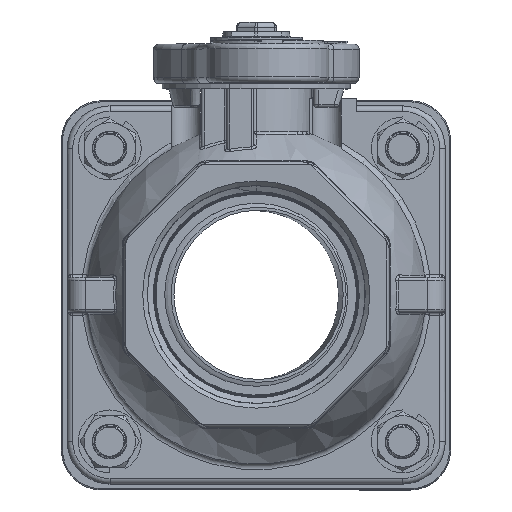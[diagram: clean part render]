
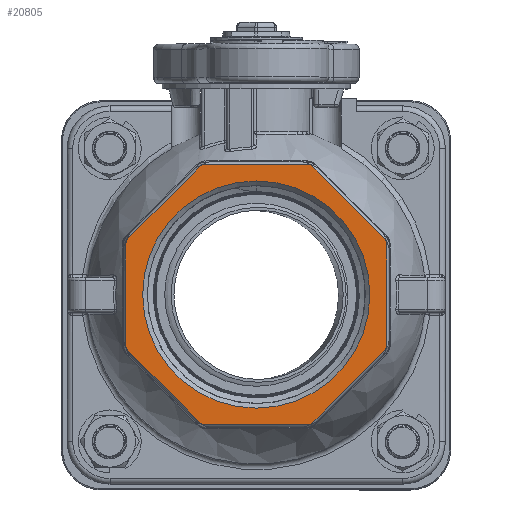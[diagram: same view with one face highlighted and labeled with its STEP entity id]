
A CAD part, top view. The second image highlights one B-rep face of the part: STEP entity #20805.
In plain terms, the highlighted face is planar.
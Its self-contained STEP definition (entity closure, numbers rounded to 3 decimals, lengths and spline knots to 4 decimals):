
#824=FACE_BOUND('',#2832,.T.);
#946=PLANE('',#22566);
#1531=FACE_OUTER_BOUND('',#2831,.T.);
#2831=EDGE_LOOP('',(#14499,#14500,#14501,#14502,#14503,#14504,#14505,#14506,
#14507,#14508,#14509,#14510,#14511,#14512,#14513,#14514));
#2832=EDGE_LOOP('',(#14515));
#4230=CIRCLE('',#22567,0.0632);
#4231=CIRCLE('',#22568,0.0632);
#4232=CIRCLE('',#22569,0.0632);
#4233=CIRCLE('',#22570,0.0632);
#4234=CIRCLE('',#22571,0.0632);
#4235=CIRCLE('',#22572,0.0632);
#4236=CIRCLE('',#22573,0.0632);
#4237=CIRCLE('',#22574,0.0632);
#4238=CIRCLE('',#22575,1.2405);
#5566=LINE('',#31724,#7374);
#5567=LINE('',#31728,#7375);
#5568=LINE('',#31732,#7376);
#5569=LINE('',#31736,#7377);
#5570=LINE('',#31740,#7378);
#5571=LINE('',#31744,#7379);
#5572=LINE('',#31748,#7380);
#5573=LINE('',#31751,#7381);
#7374=VECTOR('',#24742,0.3937);
#7375=VECTOR('',#24745,0.3937);
#7376=VECTOR('',#24748,0.3937);
#7377=VECTOR('',#24751,0.3937);
#7378=VECTOR('',#24754,0.3937);
#7379=VECTOR('',#24757,0.3937);
#7380=VECTOR('',#24760,0.3937);
#7381=VECTOR('',#24763,0.3937);
#9268=VERTEX_POINT('',#31720);
#9269=VERTEX_POINT('',#31721);
#9270=VERTEX_POINT('',#31723);
#9271=VERTEX_POINT('',#31725);
#9272=VERTEX_POINT('',#31727);
#9273=VERTEX_POINT('',#31729);
#9274=VERTEX_POINT('',#31731);
#9275=VERTEX_POINT('',#31733);
#9276=VERTEX_POINT('',#31735);
#9277=VERTEX_POINT('',#31737);
#9278=VERTEX_POINT('',#31739);
#9279=VERTEX_POINT('',#31741);
#9280=VERTEX_POINT('',#31743);
#9281=VERTEX_POINT('',#31745);
#9282=VERTEX_POINT('',#31747);
#9283=VERTEX_POINT('',#31749);
#9284=VERTEX_POINT('',#31752);
#11282=EDGE_CURVE('',#9268,#9269,#4230,.T.);
#11283=EDGE_CURVE('',#9270,#9268,#5566,.T.);
#11284=EDGE_CURVE('',#9271,#9270,#4231,.T.);
#11285=EDGE_CURVE('',#9272,#9271,#5567,.T.);
#11286=EDGE_CURVE('',#9273,#9272,#4232,.T.);
#11287=EDGE_CURVE('',#9274,#9273,#5568,.T.);
#11288=EDGE_CURVE('',#9275,#9274,#4233,.T.);
#11289=EDGE_CURVE('',#9276,#9275,#5569,.T.);
#11290=EDGE_CURVE('',#9277,#9276,#4234,.T.);
#11291=EDGE_CURVE('',#9278,#9277,#5570,.T.);
#11292=EDGE_CURVE('',#9279,#9278,#4235,.T.);
#11293=EDGE_CURVE('',#9280,#9279,#5571,.T.);
#11294=EDGE_CURVE('',#9281,#9280,#4236,.T.);
#11295=EDGE_CURVE('',#9282,#9281,#5572,.T.);
#11296=EDGE_CURVE('',#9283,#9282,#4237,.T.);
#11297=EDGE_CURVE('',#9269,#9283,#5573,.T.);
#11298=EDGE_CURVE('',#9284,#9284,#4238,.T.);
#14499=ORIENTED_EDGE('',*,*,#11282,.F.);
#14500=ORIENTED_EDGE('',*,*,#11283,.F.);
#14501=ORIENTED_EDGE('',*,*,#11284,.F.);
#14502=ORIENTED_EDGE('',*,*,#11285,.F.);
#14503=ORIENTED_EDGE('',*,*,#11286,.F.);
#14504=ORIENTED_EDGE('',*,*,#11287,.F.);
#14505=ORIENTED_EDGE('',*,*,#11288,.F.);
#14506=ORIENTED_EDGE('',*,*,#11289,.F.);
#14507=ORIENTED_EDGE('',*,*,#11290,.F.);
#14508=ORIENTED_EDGE('',*,*,#11291,.F.);
#14509=ORIENTED_EDGE('',*,*,#11292,.F.);
#14510=ORIENTED_EDGE('',*,*,#11293,.F.);
#14511=ORIENTED_EDGE('',*,*,#11294,.F.);
#14512=ORIENTED_EDGE('',*,*,#11295,.F.);
#14513=ORIENTED_EDGE('',*,*,#11296,.F.);
#14514=ORIENTED_EDGE('',*,*,#11297,.F.);
#14515=ORIENTED_EDGE('',*,*,#11298,.F.);
#20805=ADVANCED_FACE('',(#1531,#824),#946,.F.);
#22566=AXIS2_PLACEMENT_3D('',#31719,#24738,#24739);
#22567=AXIS2_PLACEMENT_3D('',#31722,#24740,#24741);
#22568=AXIS2_PLACEMENT_3D('',#31726,#24743,#24744);
#22569=AXIS2_PLACEMENT_3D('',#31730,#24746,#24747);
#22570=AXIS2_PLACEMENT_3D('',#31734,#24749,#24750);
#22571=AXIS2_PLACEMENT_3D('',#31738,#24752,#24753);
#22572=AXIS2_PLACEMENT_3D('',#31742,#24755,#24756);
#22573=AXIS2_PLACEMENT_3D('',#31746,#24758,#24759);
#22574=AXIS2_PLACEMENT_3D('',#31750,#24761,#24762);
#22575=AXIS2_PLACEMENT_3D('',#31753,#24764,#24765);
#24738=DIRECTION('center_axis',(-1.,0.,0.));
#24739=DIRECTION('ref_axis',(0.,0.,1.));
#24740=DIRECTION('center_axis',(-1.,0.,0.));
#24741=DIRECTION('ref_axis',(0.,0.,1.));
#24742=DIRECTION('',(0.,0.707,-0.707));
#24743=DIRECTION('center_axis',(-1.,0.,0.));
#24744=DIRECTION('ref_axis',(0.,0.,1.));
#24745=DIRECTION('',(0.,1.,0.));
#24746=DIRECTION('center_axis',(-1.,0.,0.));
#24747=DIRECTION('ref_axis',(0.,0.,1.));
#24748=DIRECTION('',(0.,0.707,0.707));
#24749=DIRECTION('center_axis',(-1.,0.,0.));
#24750=DIRECTION('ref_axis',(0.,0.,1.));
#24751=DIRECTION('',(0.,0.,1.));
#24752=DIRECTION('center_axis',(-1.,0.,0.));
#24753=DIRECTION('ref_axis',(0.,0.,1.));
#24754=DIRECTION('',(0.,-0.707,0.707));
#24755=DIRECTION('center_axis',(-1.,0.,0.));
#24756=DIRECTION('ref_axis',(0.,0.,1.));
#24757=DIRECTION('',(0.,-1.,0.));
#24758=DIRECTION('center_axis',(-1.,0.,0.));
#24759=DIRECTION('ref_axis',(0.,0.,1.));
#24760=DIRECTION('',(0.,-0.707,-0.707));
#24761=DIRECTION('center_axis',(-1.,0.,0.));
#24762=DIRECTION('ref_axis',(0.,0.,1.));
#24763=DIRECTION('',(0.,0.,-1.));
#24764=DIRECTION('center_axis',(1.,0.,0.));
#24765=DIRECTION('ref_axis',(0.,1.,0.));
#31719=CARTESIAN_POINT('Origin',(2.46,0.,0.));
#31720=CARTESIAN_POINT('',(2.46,1.4047,0.608));
#31721=CARTESIAN_POINT('',(2.46,1.4232,0.5633));
#31722=CARTESIAN_POINT('Origin',(2.46,1.36,0.5633));
#31723=CARTESIAN_POINT('',(2.46,0.608,1.4047));
#31724=CARTESIAN_POINT('',(2.46,0.794,1.2187));
#31725=CARTESIAN_POINT('',(2.46,0.5633,1.4232));
#31726=CARTESIAN_POINT('Origin',(2.46,0.5633,1.36));
#31727=CARTESIAN_POINT('',(2.46,-0.5633,1.4232));
#31728=CARTESIAN_POINT('',(2.46,-0.3003,1.4232));
#31729=CARTESIAN_POINT('',(2.46,-0.608,1.4047));
#31730=CARTESIAN_POINT('Origin',(2.46,-0.5633,1.36));
#31731=CARTESIAN_POINT('',(2.46,-1.4047,0.608));
#31732=CARTESIAN_POINT('',(2.46,-1.2187,0.794));
#31733=CARTESIAN_POINT('',(2.46,-1.4232,0.5633));
#31734=CARTESIAN_POINT('Origin',(2.46,-1.36,0.5633));
#31735=CARTESIAN_POINT('',(2.46,-1.4232,-0.5633));
#31736=CARTESIAN_POINT('',(2.46,-1.4232,-0.3003));
#31737=CARTESIAN_POINT('',(2.46,-1.4047,-0.608));
#31738=CARTESIAN_POINT('Origin',(2.46,-1.36,-0.5633));
#31739=CARTESIAN_POINT('',(2.46,-0.608,-1.4047));
#31740=CARTESIAN_POINT('',(2.46,-0.794,-1.2187));
#31741=CARTESIAN_POINT('',(2.46,-0.5633,-1.4232));
#31742=CARTESIAN_POINT('Origin',(2.46,-0.5633,-1.36));
#31743=CARTESIAN_POINT('',(2.46,0.5633,-1.4232));
#31744=CARTESIAN_POINT('',(2.46,0.3003,-1.4232));
#31745=CARTESIAN_POINT('',(2.46,0.608,-1.4047));
#31746=CARTESIAN_POINT('Origin',(2.46,0.5633,-1.36));
#31747=CARTESIAN_POINT('',(2.46,1.4047,-0.608));
#31748=CARTESIAN_POINT('',(2.46,1.2187,-0.794));
#31749=CARTESIAN_POINT('',(2.46,1.4232,-0.5633));
#31750=CARTESIAN_POINT('Origin',(2.46,1.36,-0.5633));
#31751=CARTESIAN_POINT('',(2.46,1.4232,0.3003));
#31752=CARTESIAN_POINT('',(2.46,-1.2405,0.));
#31753=CARTESIAN_POINT('Origin',(2.46,0.,0.));
